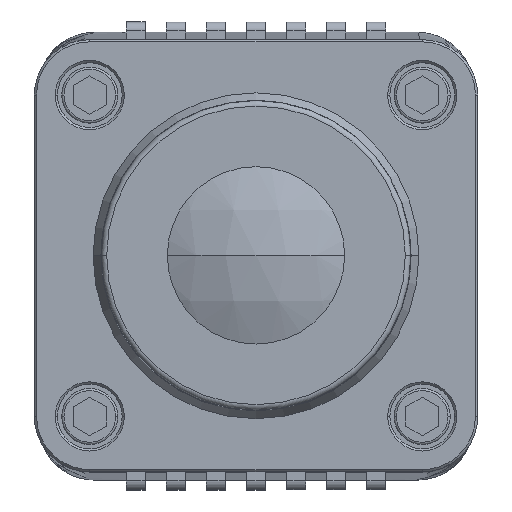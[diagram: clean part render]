
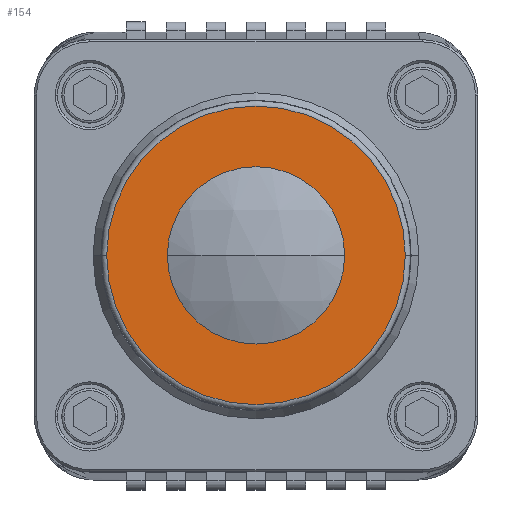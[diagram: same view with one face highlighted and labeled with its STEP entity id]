
A CAD part, top view. The second image highlights one B-rep face of the part: STEP entity #154.
In plain terms, the highlighted planar face has unit normal (0, 0, 1).
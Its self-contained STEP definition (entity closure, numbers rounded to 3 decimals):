
#154 = ADVANCED_FACE ( 'NONE', ( #5712 ), #16213, .T. ) ;
#1336 = ORIENTED_EDGE ( 'NONE', *, *, #10104, .T. ) ;
#1907 = AXIS2_PLACEMENT_3D ( 'NONE', #16378, #4670, #15019 ) ;
#2278 = AXIS2_PLACEMENT_3D ( 'NONE', #15942, #4046, #14658 ) ;
#4005 = ORIENTED_EDGE ( 'NONE', *, *, #14177, .T. ) ;
#4046 = DIRECTION ( 'NONE',  ( 0., 0., 1. ) ) ;
#4670 = DIRECTION ( 'NONE',  ( 0., 0., 1. ) ) ;
#4809 = AXIS2_PLACEMENT_3D ( 'NONE', #5849, #6966, #8345 ) ;
#5712 = FACE_OUTER_BOUND ( 'NONE', #13304, .T. ) ;
#5849 = CARTESIAN_POINT ( 'NONE',  ( 0., 0., 10.05 ) ) ;
#6966 = DIRECTION ( 'NONE',  ( 0., 0., 1. ) ) ;
#8110 = VERTEX_POINT ( 'NONE', #11950 ) ;
#8310 = CIRCLE ( 'NONE', #2278, 6.735 ) ;
#8345 = DIRECTION ( 'NONE',  ( 1., 0., 0. ) ) ;
#10104 = EDGE_CURVE ( 'NONE', #8110, #10171, #8310, .T. ) ;
#10171 = VERTEX_POINT ( 'NONE', #15071 ) ;
#11950 = CARTESIAN_POINT ( 'NONE',  ( -6.735, 0., 10.05 ) ) ;
#12219 = CIRCLE ( 'NONE', #4809, 6.735 ) ;
#13304 = EDGE_LOOP ( 'NONE', ( #4005, #1336 ) ) ;
#14177 = EDGE_CURVE ( 'NONE', #10171, #8110, #12219, .T. ) ;
#14658 = DIRECTION ( 'NONE',  ( 1., 0., 0. ) ) ;
#15019 = DIRECTION ( 'NONE',  ( 1., 0., 0. ) ) ;
#15071 = CARTESIAN_POINT ( 'NONE',  ( 6.735, 0., 10.05 ) ) ;
#15942 = CARTESIAN_POINT ( 'NONE',  ( 0., 0., 10.05 ) ) ;
#16213 = PLANE ( 'NONE',  #1907 ) ;
#16378 = CARTESIAN_POINT ( 'NONE',  ( 0., 0., 10.05 ) ) ;
